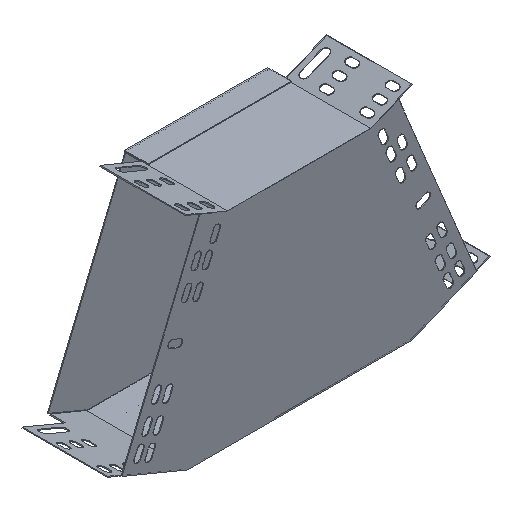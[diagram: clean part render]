
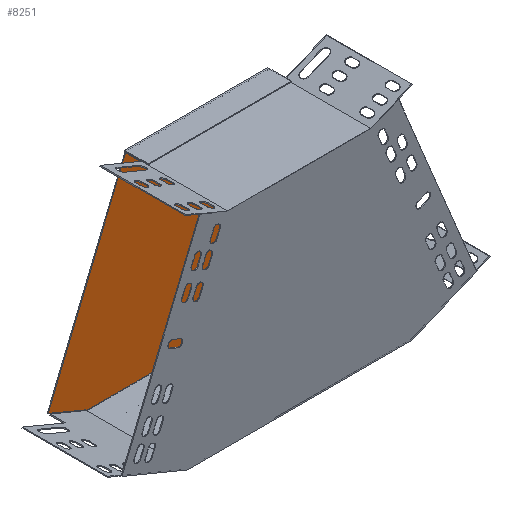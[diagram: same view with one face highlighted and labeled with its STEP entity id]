
A CAD part, isometric view. The second image highlights one B-rep face of the part: STEP entity #8251.
In plain terms, the highlighted planar face has unit normal (0, -1, 0).
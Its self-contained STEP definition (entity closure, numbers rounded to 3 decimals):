
#237 = DIRECTION ( 'NONE',  ( -0.924, 0., -0.383 ) ) ;
#300 = CARTESIAN_POINT ( 'NONE',  ( -44.214, 239.156, -13.659 ) ) ;
#791 = LINE ( 'NONE', #3727, #6394 ) ;
#800 = VERTEX_POINT ( 'NONE', #300 ) ;
#853 = CARTESIAN_POINT ( 'NONE',  ( 136.99, 239.156, -215.659 ) ) ;
#1018 = CARTESIAN_POINT ( 'NONE',  ( -44.214, 239.156, -13.659 ) ) ;
#1079 = VECTOR ( 'NONE', #1592, 1000. ) ;
#1142 = DIRECTION ( 'NONE',  ( 0., -1., 0. ) ) ;
#1166 = VECTOR ( 'NONE', #5017, 1000. ) ;
#1193 = CARTESIAN_POINT ( 'NONE',  ( -83.996, 239.156, -215.659 ) ) ;
#1293 = CARTESIAN_POINT ( 'NONE',  ( -120.75, 239.156, -199.434 ) ) ;
#1361 = CARTESIAN_POINT ( 'NONE',  ( 97.208, 239.156, -13.659 ) ) ;
#1379 = LINE ( 'NONE', #1018, #1166 ) ;
#1381 = VERTEX_POINT ( 'NONE', #853 ) ;
#1459 = VERTEX_POINT ( 'NONE', #8395 ) ;
#1592 = DIRECTION ( 'NONE',  ( 0.383, 0., -0.924 ) ) ;
#1670 = CARTESIAN_POINT ( 'NONE',  ( 97.208, 239.156, -14.659 ) ) ;
#1686 = ORIENTED_EDGE ( 'NONE', *, *, #5972, .T. ) ;
#1713 = VECTOR ( 'NONE', #2688, 1000. ) ;
#1730 = ORIENTED_EDGE ( 'NONE', *, *, #1816, .F. ) ;
#1816 = EDGE_CURVE ( 'NONE', #5356, #3129, #2594, .T. ) ;
#1932 = VECTOR ( 'NONE', #2748, 1000. ) ;
#2226 = VERTEX_POINT ( 'NONE', #3142 ) ;
#2308 = DIRECTION ( 'NONE',  ( 1., 0., 0. ) ) ;
#2314 = EDGE_CURVE ( 'NONE', #800, #3129, #7377, .T. ) ;
#2372 = EDGE_CURVE ( 'NONE', #6110, #1381, #3525, .T. ) ;
#2406 = CARTESIAN_POINT ( 'NONE',  ( 136.99, 239.156, -215.659 ) ) ;
#2490 = EDGE_CURVE ( 'NONE', #7072, #2226, #4440, .T. ) ;
#2497 = PLANE ( 'NONE',  #3479 ) ;
#2528 = VERTEX_POINT ( 'NONE', #1361 ) ;
#2592 = VECTOR ( 'NONE', #7879, 1000. ) ;
#2594 = LINE ( 'NONE', #6089, #5948 ) ;
#2666 = ORIENTED_EDGE ( 'NONE', *, *, #7595, .F. ) ;
#2688 = DIRECTION ( 'NONE',  ( 0., 0., 1. ) ) ;
#2748 = DIRECTION ( 'NONE',  ( 0., 0., -1. ) ) ;
#2788 = VECTOR ( 'NONE', #5309, 1000. ) ;
#2799 = CARTESIAN_POINT ( 'NONE',  ( -44.214, 239.156, -13.659 ) ) ;
#2881 = EDGE_CURVE ( 'NONE', #6110, #7358, #7150, .T. ) ;
#2897 = CARTESIAN_POINT ( 'NONE',  ( -83.996, 239.156, -214.659 ) ) ;
#3129 = VERTEX_POINT ( 'NONE', #5156 ) ;
#3142 = CARTESIAN_POINT ( 'NONE',  ( 173.744, 239.156, -199.434 ) ) ;
#3175 = CARTESIAN_POINT ( 'NONE',  ( 173.744, 239.156, -199.434 ) ) ;
#3187 = ORIENTED_EDGE ( 'NONE', *, *, #7107, .F. ) ;
#3325 = VECTOR ( 'NONE', #2308, 1000. ) ;
#3479 = AXIS2_PLACEMENT_3D ( 'NONE', #3175, #1142, #5865 ) ;
#3525 = LINE ( 'NONE', #2406, #3325 ) ;
#3727 = CARTESIAN_POINT ( 'NONE',  ( 136.99, 239.156, -215.659 ) ) ;
#3917 = FACE_OUTER_BOUND ( 'NONE', #8333, .T. ) ;
#3934 = ORIENTED_EDGE ( 'NONE', *, *, #2372, .T. ) ;
#4147 = LINE ( 'NONE', #8560, #2592 ) ;
#4266 = CARTESIAN_POINT ( 'NONE',  ( 173.744, 239.156, -199.434 ) ) ;
#4440 = LINE ( 'NONE', #1670, #1079 ) ;
#4768 = CARTESIAN_POINT ( 'NONE',  ( -120.75, 239.156, -199.434 ) ) ;
#5017 = DIRECTION ( 'NONE',  ( -1., 0., 0. ) ) ;
#5156 = CARTESIAN_POINT ( 'NONE',  ( -44.214, 239.156, -14.659 ) ) ;
#5309 = DIRECTION ( 'NONE',  ( -0.924, 0., 0.383 ) ) ;
#5321 = CARTESIAN_POINT ( 'NONE',  ( -83.996, 239.156, -215.659 ) ) ;
#5356 = VERTEX_POINT ( 'NONE', #4768 ) ;
#5364 = ORIENTED_EDGE ( 'NONE', *, *, #8180, .T. ) ;
#5653 = CARTESIAN_POINT ( 'NONE',  ( 97.208, 239.156, -14.659 ) ) ;
#5865 = DIRECTION ( 'NONE',  ( 0., 0., -1. ) ) ;
#5948 = VECTOR ( 'NONE', #6097, 1000. ) ;
#5972 = EDGE_CURVE ( 'NONE', #1381, #1459, #791, .T. ) ;
#6024 = ORIENTED_EDGE ( 'NONE', *, *, #2881, .F. ) ;
#6089 = CARTESIAN_POINT ( 'NONE',  ( -44.214, 239.156, -14.659 ) ) ;
#6097 = DIRECTION ( 'NONE',  ( 0.383, 0., 0.924 ) ) ;
#6110 = VERTEX_POINT ( 'NONE', #1193 ) ;
#6252 = VECTOR ( 'NONE', #237, 1000. ) ;
#6394 = VECTOR ( 'NONE', #7138, 1000. ) ;
#6669 = ORIENTED_EDGE ( 'NONE', *, *, #2314, .T. ) ;
#7072 = VERTEX_POINT ( 'NONE', #5653 ) ;
#7107 = EDGE_CURVE ( 'NONE', #2528, #7072, #4147, .T. ) ;
#7138 = DIRECTION ( 'NONE',  ( 0., 0., 1. ) ) ;
#7150 = LINE ( 'NONE', #5321, #1713 ) ;
#7358 = VERTEX_POINT ( 'NONE', #2897 ) ;
#7377 = LINE ( 'NONE', #2799, #1932 ) ;
#7595 = EDGE_CURVE ( 'NONE', #7358, #5356, #8054, .T. ) ;
#7774 = EDGE_CURVE ( 'NONE', #2226, #1459, #7943, .T. ) ;
#7879 = DIRECTION ( 'NONE',  ( 0., 0., -1. ) ) ;
#7943 = LINE ( 'NONE', #4266, #6252 ) ;
#8032 = ORIENTED_EDGE ( 'NONE', *, *, #2490, .F. ) ;
#8054 = LINE ( 'NONE', #1293, #2788 ) ;
#8154 = ORIENTED_EDGE ( 'NONE', *, *, #7774, .F. ) ;
#8180 = EDGE_CURVE ( 'NONE', #2528, #800, #1379, .T. ) ;
#8251 = ADVANCED_FACE ( 'NONE', ( #3917 ), #2497, .T. ) ;
#8333 = EDGE_LOOP ( 'NONE', ( #8154, #8032, #3187, #5364, #6669, #1730, #2666, #6024, #3934, #1686 ) ) ;
#8395 = CARTESIAN_POINT ( 'NONE',  ( 136.99, 239.156, -214.659 ) ) ;
#8560 = CARTESIAN_POINT ( 'NONE',  ( 97.208, 239.156, -13.659 ) ) ;
